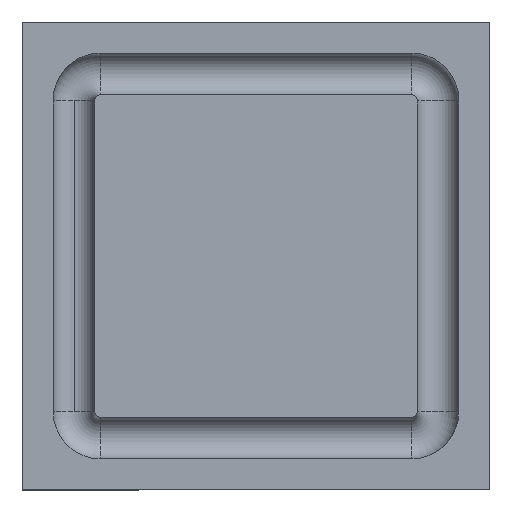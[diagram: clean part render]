
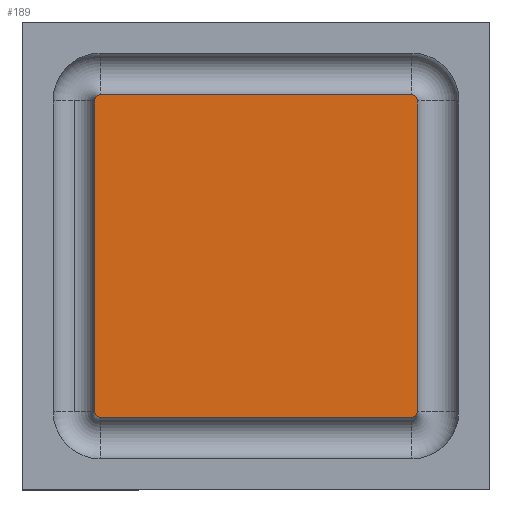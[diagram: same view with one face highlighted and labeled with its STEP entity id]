
A CAD part, top view. The second image highlights one B-rep face of the part: STEP entity #189.
In plain terms, the highlighted planar face has unit normal (0, 0, 1).
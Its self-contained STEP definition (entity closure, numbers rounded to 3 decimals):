
#6 = AXIS2_PLACEMENT_3D ( 'NONE', #514, #455, #400 ) ;
#11 = DIRECTION ( 'NONE',  ( -1., 0., 0. ) ) ;
#16 = CIRCLE ( 'NONE', #214, 1. ) ;
#17 = DIRECTION ( 'NONE',  ( 0., -1., 0. ) ) ;
#18 = EDGE_CURVE ( 'NONE', #75, #104, #488, .T. ) ;
#19 = AXIS2_PLACEMENT_3D ( 'NONE', #199, #145, #93 ) ;
#34 = LINE ( 'NONE', #513, #479 ) ;
#42 = VERTEX_POINT ( 'NONE', #287 ) ;
#46 = VECTOR ( 'NONE', #219, 1000. ) ;
#49 = EDGE_CURVE ( 'NONE', #282, #339, #16, .T. ) ;
#58 = DIRECTION ( 'NONE',  ( 0., 0., -1. ) ) ;
#60 = ORIENTED_EDGE ( 'NONE', *, *, #73, .F. ) ;
#62 = CARTESIAN_POINT ( 'NONE',  ( 31., -30., 0. ) ) ;
#63 = CARTESIAN_POINT ( 'NONE',  ( 31., 30., 0. ) ) ;
#73 = EDGE_CURVE ( 'NONE', #104, #282, #327, .T. ) ;
#75 = VERTEX_POINT ( 'NONE', #62 ) ;
#93 = DIRECTION ( 'NONE',  ( -1., 0., 0. ) ) ;
#100 = CARTESIAN_POINT ( 'NONE',  ( 31., 30., 0. ) ) ;
#104 = VERTEX_POINT ( 'NONE', #318 ) ;
#107 = CARTESIAN_POINT ( 'NONE',  ( -30., 30., 0. ) ) ;
#109 = VERTEX_POINT ( 'NONE', #100 ) ;
#112 = LINE ( 'NONE', #63, #181 ) ;
#119 = VECTOR ( 'NONE', #337, 1000. ) ;
#145 = DIRECTION ( 'NONE',  ( 0., 0., -1. ) ) ;
#147 = ORIENTED_EDGE ( 'NONE', *, *, #324, .F. ) ;
#156 = DIRECTION ( 'NONE',  ( 1., 0., 0. ) ) ;
#173 = EDGE_CURVE ( 'NONE', #109, #75, #112, .T. ) ;
#175 = ORIENTED_EDGE ( 'NONE', *, *, #399, .F. ) ;
#178 = DIRECTION ( 'NONE',  ( -1., 0., 0. ) ) ;
#181 = VECTOR ( 'NONE', #17, 1000. ) ;
#184 = ORIENTED_EDGE ( 'NONE', *, *, #173, .F. ) ;
#187 = VERTEX_POINT ( 'NONE', #321 ) ;
#189 = ADVANCED_FACE ( 'NONE', ( #441 ), #375, .T. ) ;
#190 = ORIENTED_EDGE ( 'NONE', *, *, #463, .T. ) ;
#199 = CARTESIAN_POINT ( 'NONE',  ( 30., 30., 0. ) ) ;
#209 = DIRECTION ( 'NONE',  ( 0., 0., 1. ) ) ;
#214 = AXIS2_PLACEMENT_3D ( 'NONE', #343, #232, #178 ) ;
#219 = DIRECTION ( 'NONE',  ( -1., 0., 0. ) ) ;
#230 = CIRCLE ( 'NONE', #19, 1. ) ;
#232 = DIRECTION ( 'NONE',  ( 0., 0., -1. ) ) ;
#262 = EDGE_LOOP ( 'NONE', ( #285, #60, #312, #184, #147, #370, #175, #190 ) ) ;
#269 = CARTESIAN_POINT ( 'NONE',  ( 0., 0., 0. ) ) ;
#275 = CARTESIAN_POINT ( 'NONE',  ( 30., -31., 0. ) ) ;
#282 = VERTEX_POINT ( 'NONE', #433 ) ;
#285 = ORIENTED_EDGE ( 'NONE', *, *, #49, .F. ) ;
#287 = CARTESIAN_POINT ( 'NONE',  ( 30., 31., 0. ) ) ;
#308 = CIRCLE ( 'NONE', #376, 1. ) ;
#312 = ORIENTED_EDGE ( 'NONE', *, *, #18, .F. ) ;
#318 = CARTESIAN_POINT ( 'NONE',  ( 30., -31., 0. ) ) ;
#321 = CARTESIAN_POINT ( 'NONE',  ( -31., 30., 0. ) ) ;
#324 = EDGE_CURVE ( 'NONE', #42, #109, #230, .T. ) ;
#327 = LINE ( 'NONE', #275, #46 ) ;
#337 = DIRECTION ( 'NONE',  ( 1., 0., 0. ) ) ;
#339 = VERTEX_POINT ( 'NONE', #510 ) ;
#343 = CARTESIAN_POINT ( 'NONE',  ( -30., -30., 0. ) ) ;
#352 = EDGE_CURVE ( 'NONE', #436, #42, #450, .T. ) ;
#370 = ORIENTED_EDGE ( 'NONE', *, *, #352, .F. ) ;
#375 = PLANE ( 'NONE',  #404 ) ;
#376 = AXIS2_PLACEMENT_3D ( 'NONE', #107, #58, #11 ) ;
#395 = CARTESIAN_POINT ( 'NONE',  ( -30., 31., 0. ) ) ;
#399 = EDGE_CURVE ( 'NONE', #187, #436, #308, .T. ) ;
#400 = DIRECTION ( 'NONE',  ( -1., 0., 0. ) ) ;
#404 = AXIS2_PLACEMENT_3D ( 'NONE', #269, #209, #156 ) ;
#433 = CARTESIAN_POINT ( 'NONE',  ( -30., -31., 0. ) ) ;
#436 = VERTEX_POINT ( 'NONE', #469 ) ;
#441 = FACE_OUTER_BOUND ( 'NONE', #262, .T. ) ;
#450 = LINE ( 'NONE', #395, #119 ) ;
#454 = DIRECTION ( 'NONE',  ( 0., -1., 0. ) ) ;
#455 = DIRECTION ( 'NONE',  ( 0., 0., -1. ) ) ;
#463 = EDGE_CURVE ( 'NONE', #187, #339, #34, .T. ) ;
#469 = CARTESIAN_POINT ( 'NONE',  ( -30., 31., 0. ) ) ;
#479 = VECTOR ( 'NONE', #454, 1000. ) ;
#488 = CIRCLE ( 'NONE', #6, 1. ) ;
#510 = CARTESIAN_POINT ( 'NONE',  ( -31., -30., 0. ) ) ;
#513 = CARTESIAN_POINT ( 'NONE',  ( -31., 30., 0. ) ) ;
#514 = CARTESIAN_POINT ( 'NONE',  ( 30., -30., 0. ) ) ;
